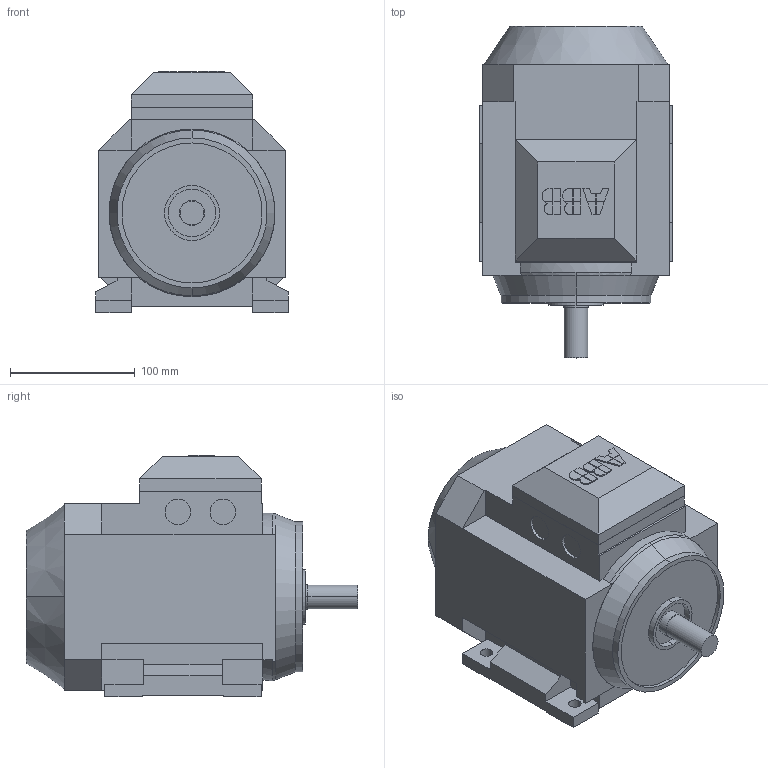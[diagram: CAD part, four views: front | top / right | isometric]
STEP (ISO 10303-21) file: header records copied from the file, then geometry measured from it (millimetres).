
FILE_DESCRIPTION(/* description */ (''),/* implementation_level */ '2;1');
FILE_NAME(/* name */ 'M3AA IE2 80 B3.stp',/* time_stamp */ '2015-06-30T08:51:35+02:00',/* author */ (''),/* organization */ (''),/* preprocessor_version */ 'ST-DEVELOPER v14',/* originating_system */ 'SIEMENS PLM Software NX 8.0',/* authorisation */ '');
FILE_SCHEMA (('AUTOMOTIVE_DESIGN { 1 0 10303 214 3 1 1 1 }'));
Length unit declared in the file: millimetre
Products named in the file (1): M3AA IE2 80 B3_igs
Bounding box: 154 x 265.5 x 193.5 mm (x, y, z)
Volume: 4363187.7 mm3; surface area: 187348.6 mm2
Topology: 1 solids, 1 shells, 197 faces, 500 edges, 328 vertices
Faces by surface type: plane 151, cylinder 30, bspline 10, cone 6
Entity records: 5944 total; most frequent: CARTESIAN_POINT 1154, ORIENTED_EDGE 1000, DIRECTION 924, EDGE_CURVE 500, LINE 404, VECTOR 404, VERTEX_POINT 328, AXIS2_PLACEMENT_3D 260
